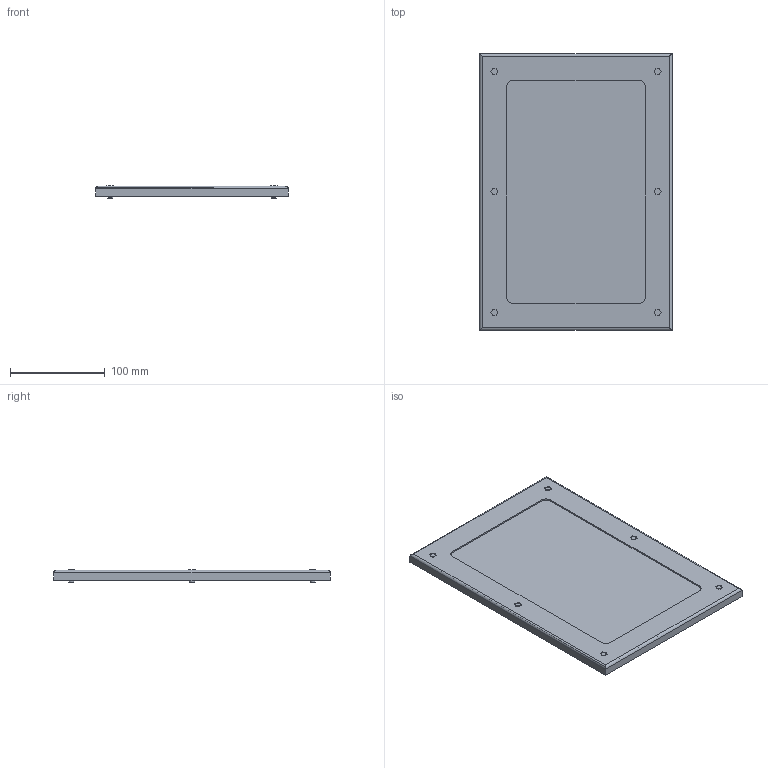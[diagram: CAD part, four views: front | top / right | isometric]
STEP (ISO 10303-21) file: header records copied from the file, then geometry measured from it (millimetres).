
FILE_DESCRIPTION (( 'STEP AP214' ), '1' );
FILE_NAME ('SCE-PWK95NF.STEP', '2023-08-11T16:22:38', ( '' ), ( '' ), 'SwSTEP 2.0', 'SolidWorks 2021', '' );
FILE_SCHEMA (( 'AUTOMOTIVE_DESIGN' ));
Length unit declared in the file: inch
Products named in the file (1): SCE-PWK95NF
Bounding box: 203.2 x 292.1 x 12.7 mm (x, y, z)
Volume: 386837.3 mm3; surface area: 190620.7 mm2
Topology: 8 solids, 8 shells, 147 faces, 338 edges, 220 vertices
Faces by surface type: plane 81, cylinder 54, cone 12
Full cylindrical faces by diameter (mm): 5.42 x6
Entity records: 4295 total; most frequent: DIRECTION 736, CARTESIAN_POINT 712, ORIENTED_EDGE 664, EDGE_CURVE 332, AXIS2_PLACEMENT_3D 260, VERTEX_POINT 220, LINE 216, VECTOR 216
